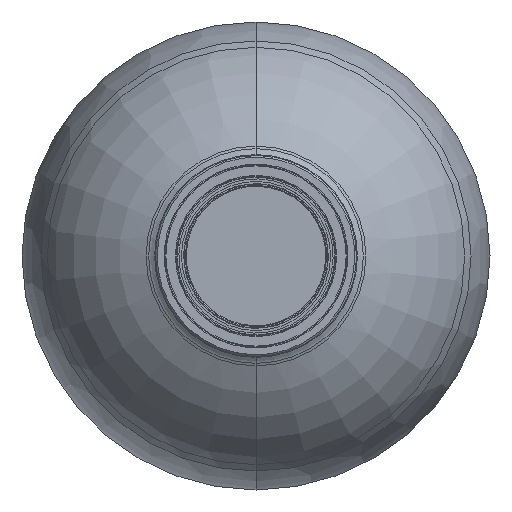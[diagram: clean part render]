
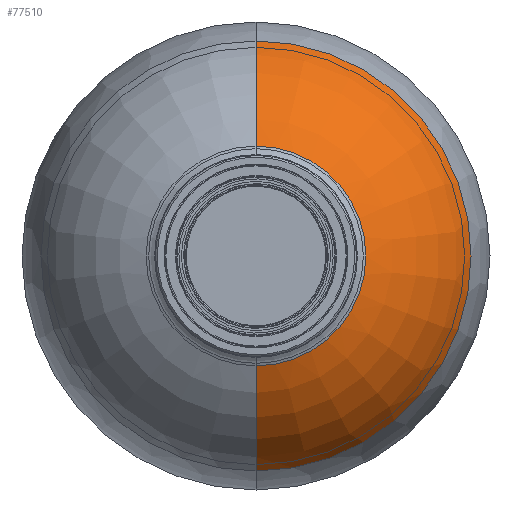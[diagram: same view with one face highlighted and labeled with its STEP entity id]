
A CAD part, front view. The second image highlights one B-rep face of the part: STEP entity #77510.
In plain terms, the highlighted toroidal (fillet/blend) face has major radius 24.099 mm and minor radius 108.5 mm.
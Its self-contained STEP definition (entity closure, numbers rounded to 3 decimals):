
#4880 = VERTEX_POINT ( 'NONE', #88050 ) ;
#15455 = ORIENTED_EDGE ( 'NONE', *, *, #92440, .F. ) ;
#39904 = AXIS2_PLACEMENT_3D ( 'NONE', #45067, #45056, #45069 ) ;
#45056 = DIRECTION ( 'NONE',  ( 0., 1., 0. ) ) ;
#45067 = CARTESIAN_POINT ( 'NONE',  ( 0., -145., 0. ) ) ;
#45069 = DIRECTION ( 'NONE',  ( 0., 0., 1. ) ) ;
#45928 = FACE_OUTER_BOUND ( 'NONE', #53921, .T. ) ;
#45932 = TOROIDAL_SURFACE ( 'NONE', #39904, 24.099, 108.5 ) ;
#53921 = EDGE_LOOP ( 'NONE', ( #90247, #90223, #90172, #15455 ) ) ;
#57724 = CIRCLE ( 'NONE', #64766, 124.058 ) ;
#57731 = CIRCLE ( 'NONE', #64761, 108.5 ) ;
#57734 = CIRCLE ( 'NONE', #64771, 63.35 ) ;
#57738 = CIRCLE ( 'NONE', #64775, 108.5 ) ;
#63171 = CARTESIAN_POINT ( 'NONE',  ( 0., -246.151, -63.35 ) ) ;
#63174 = CARTESIAN_POINT ( 'NONE',  ( 0., -187.196, -124.058 ) ) ;
#63179 = CARTESIAN_POINT ( 'NONE',  ( 0., -187.196, 124.058 ) ) ;
#63801 = CARTESIAN_POINT ( 'NONE',  ( 0., -187.196, 0. ) ) ;
#63802 = CARTESIAN_POINT ( 'NONE',  ( 0., -145., 24.099 ) ) ;
#63803 = DIRECTION ( 'NONE',  ( 0., 1., 0. ) ) ;
#63804 = DIRECTION ( 'NONE',  ( 0., 0., 1. ) ) ;
#63807 = CARTESIAN_POINT ( 'NONE',  ( 0., -145., -24.099 ) ) ;
#63808 = DIRECTION ( 'NONE',  ( 1., 0., 0. ) ) ;
#63809 = DIRECTION ( 'NONE',  ( 0., 0., -1. ) ) ;
#63810 = CARTESIAN_POINT ( 'NONE',  ( 0., -246.151, 0. ) ) ;
#63811 = DIRECTION ( 'NONE',  ( 0., 1., 0. ) ) ;
#63812 = DIRECTION ( 'NONE',  ( 0., 0., 1. ) ) ;
#63814 = DIRECTION ( 'NONE',  ( -1., 0., 0. ) ) ;
#63815 = DIRECTION ( 'NONE',  ( 0., 0., 1. ) ) ;
#64761 = AXIS2_PLACEMENT_3D ( 'NONE', #63807, #63808, #63809 ) ;
#64766 = AXIS2_PLACEMENT_3D ( 'NONE', #63801, #63803, #63804 ) ;
#64771 = AXIS2_PLACEMENT_3D ( 'NONE', #63810, #63811, #63812 ) ;
#64775 = AXIS2_PLACEMENT_3D ( 'NONE', #63802, #63814, #63815 ) ;
#77510 = ADVANCED_FACE ( 'NONE', ( #45928 ), #45932, .T. ) ;
#83023 = VERTEX_POINT ( 'NONE', #63171 ) ;
#83026 = VERTEX_POINT ( 'NONE', #63174 ) ;
#83031 = VERTEX_POINT ( 'NONE', #63179 ) ;
#88050 = CARTESIAN_POINT ( 'NONE',  ( 0., -246.151, 63.35 ) ) ;
#90172 = ORIENTED_EDGE ( 'NONE', *, *, #92432, .F. ) ;
#90223 = ORIENTED_EDGE ( 'NONE', *, *, #92435, .T. ) ;
#90247 = ORIENTED_EDGE ( 'NONE', *, *, #92438, .T. ) ;
#92432 = EDGE_CURVE ( 'NONE', #83031, #83026, #57724, .T. ) ;
#92435 = EDGE_CURVE ( 'NONE', #83023, #83026, #57731, .T. ) ;
#92438 = EDGE_CURVE ( 'NONE', #4880, #83023, #57734, .T. ) ;
#92440 = EDGE_CURVE ( 'NONE', #4880, #83031, #57738, .T. ) ;
